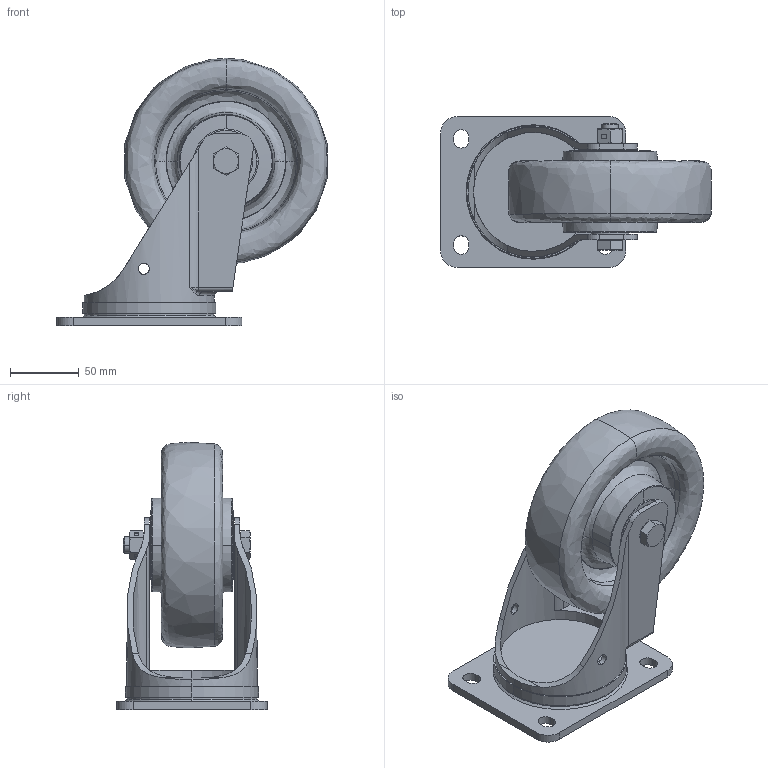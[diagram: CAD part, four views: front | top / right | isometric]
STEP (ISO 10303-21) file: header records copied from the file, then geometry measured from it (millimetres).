
FILE_DESCRIPTION (( 'STEP AP203' ), '1' );
FILE_NAME ('0021134K.STEP', '2009-06-19T08:58:40', ( ' ' ), ( '' ), 'SwSTEP 2.0', 'SolidWorks 2008', '' );
FILE_SCHEMA (( 'CONFIG_CONTROL_DESIGN' ));
Length unit declared in the file: millimetre
Products named in the file (1): 0021134K
Bounding box: 197.3 x 110 x 194.97 mm (x, y, z)
Volume: 876417.6 mm3; surface area: 237217 mm2
Topology: 10 solids, 14 shells, 460 faces, 1122 edges, 709 vertices
Faces by surface type: plane 175, cylinder 120, bspline 70, torus 51, cone 44
Entity records: 18236 total; most frequent: CARTESIAN_POINT 7626, ORIENTED_EDGE 2240, DIRECTION 2164, EDGE_CURVE 1120, AXIS2_PLACEMENT_3D 865, VERTEX_POINT 709, EDGE_LOOP 519, CIRCLE 474
